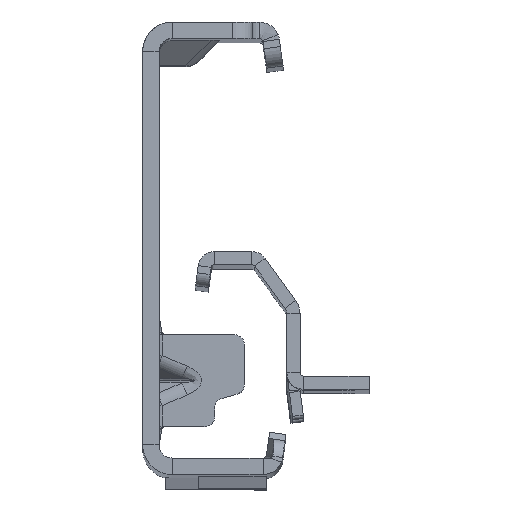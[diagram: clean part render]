
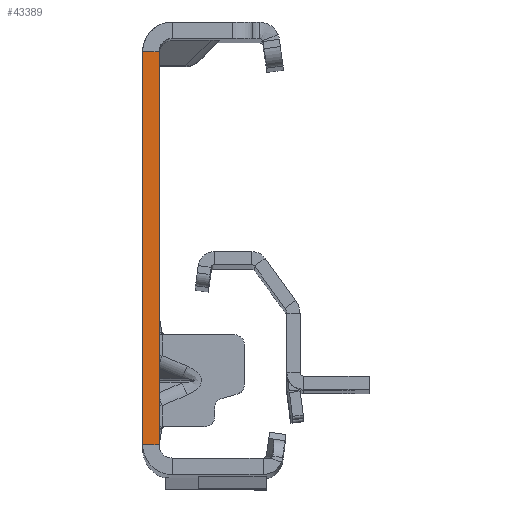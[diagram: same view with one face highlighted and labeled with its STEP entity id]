
A CAD part, top view. The second image highlights one B-rep face of the part: STEP entity #43389.
In plain terms, the highlighted planar face has unit normal (0, 0, 1).
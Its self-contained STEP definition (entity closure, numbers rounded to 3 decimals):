
#259 = CARTESIAN_POINT ( 'NONE',  ( 0., -30., 0. ) ) ;
#996 = EDGE_CURVE ( 'NONE', #30260, #16251, #43796, .T. ) ;
#4048 = DIRECTION ( 'NONE',  ( -1., 0., 0. ) ) ;
#6967 = ORIENTED_EDGE ( 'NONE', *, *, #14537, .T. ) ;
#8158 = VERTEX_POINT ( 'NONE', #42576 ) ;
#9103 = AXIS2_PLACEMENT_3D ( 'NONE', #41332, #17603, #29506 ) ;
#13381 = FACE_OUTER_BOUND ( 'NONE', #25384, .T. ) ;
#13412 = CARTESIAN_POINT ( 'NONE',  ( -2.5, -32., 0. ) ) ;
#13542 = CARTESIAN_POINT ( 'NONE',  ( 0., -32., 0. ) ) ;
#14098 = DIRECTION ( 'NONE',  ( -1., 0., 0. ) ) ;
#14342 = LINE ( 'NONE', #29225, #38204 ) ;
#14537 = EDGE_CURVE ( 'NONE', #30260, #17063, #14342, .T. ) ;
#16251 = VERTEX_POINT ( 'NONE', #38965 ) ;
#17014 = DIRECTION ( 'NONE',  ( 0., -1., 0. ) ) ;
#17063 = VERTEX_POINT ( 'NONE', #21267 ) ;
#17603 = DIRECTION ( 'NONE',  ( 0., 0., 1. ) ) ;
#19299 = ORIENTED_EDGE ( 'NONE', *, *, #996, .F. ) ;
#19733 = EDGE_CURVE ( 'NONE', #17063, #8158, #47975, .T. ) ;
#21133 = CARTESIAN_POINT ( 'NONE',  ( 0., 30., 0. ) ) ;
#21267 = CARTESIAN_POINT ( 'NONE',  ( -2.5, 30., 0. ) ) ;
#25189 = PLANE ( 'NONE',  #9103 ) ;
#25384 = EDGE_LOOP ( 'NONE', ( #19299, #6967, #29887, #42794 ) ) ;
#27492 = LINE ( 'NONE', #259, #31116 ) ;
#29225 = CARTESIAN_POINT ( 'NONE',  ( 0., 30., 0. ) ) ;
#29506 = DIRECTION ( 'NONE',  ( 1., 0., 0. ) ) ;
#29717 = VECTOR ( 'NONE', #17014, 1000. ) ;
#29887 = ORIENTED_EDGE ( 'NONE', *, *, #19733, .T. ) ;
#30260 = VERTEX_POINT ( 'NONE', #21133 ) ;
#31116 = VECTOR ( 'NONE', #4048, 1000. ) ;
#34845 = VECTOR ( 'NONE', #40369, 1000. ) ;
#36087 = EDGE_CURVE ( 'NONE', #16251, #8158, #27492, .T. ) ;
#38204 = VECTOR ( 'NONE', #14098, 1000. ) ;
#38965 = CARTESIAN_POINT ( 'NONE',  ( 0., -30., 0. ) ) ;
#40369 = DIRECTION ( 'NONE',  ( 0., -1., 0. ) ) ;
#41332 = CARTESIAN_POINT ( 'NONE',  ( -2.5, -32., 0. ) ) ;
#42576 = CARTESIAN_POINT ( 'NONE',  ( -2.5, -30., 0. ) ) ;
#42794 = ORIENTED_EDGE ( 'NONE', *, *, #36087, .F. ) ;
#43389 = ADVANCED_FACE ( 'NONE', ( #13381 ), #25189, .T. ) ;
#43796 = LINE ( 'NONE', #13542, #29717 ) ;
#47975 = LINE ( 'NONE', #13412, #34845 ) ;
